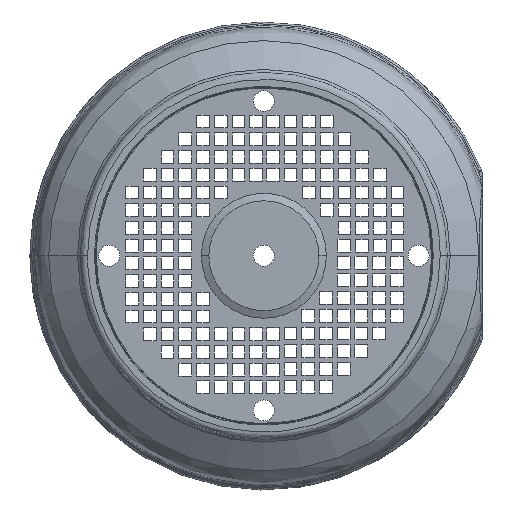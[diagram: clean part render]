
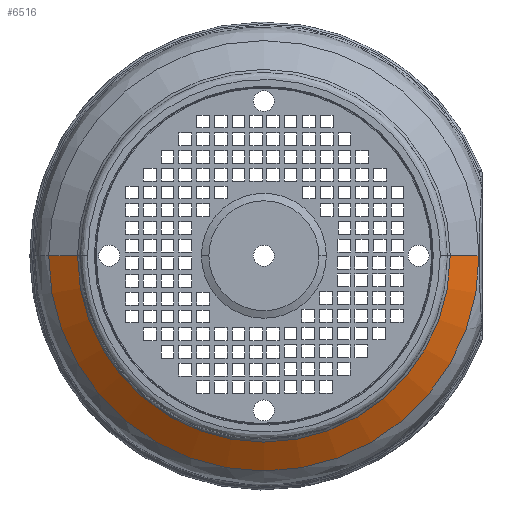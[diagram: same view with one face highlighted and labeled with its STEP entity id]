
A CAD part, top view. The second image highlights one B-rep face of the part: STEP entity #6516.
In plain terms, the highlighted conical face has half-angle 55.305 degrees and reference radius 123.246 mm.
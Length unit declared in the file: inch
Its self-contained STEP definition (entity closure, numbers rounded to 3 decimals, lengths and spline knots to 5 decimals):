
#1559 = CARTESIAN_POINT ( 'NONE',  ( 2.38852, 0., -4.8522 ) ) ;
#1814 = ORIENTED_EDGE ( 'NONE', *, *, #25459, .T. ) ;
#1930 = CARTESIAN_POINT ( 'NONE',  ( 2.38852, 0., 0. ) ) ;
#1995 = VECTOR ( 'NONE', #17264, 39.37008 ) ;
#3188 = CARTESIAN_POINT ( 'NONE',  ( 2.83886, 0., -4.2017 ) ) ;
#3628 = CARTESIAN_POINT ( 'NONE',  ( 2.38852, 0., 4.8522 ) ) ;
#3810 = DIRECTION ( 'NONE',  ( -1., 0., 0. ) ) ;
#4627 = CIRCLE ( 'NONE', #11284, 4.8522 ) ;
#6473 = ORIENTED_EDGE ( 'NONE', *, *, #20748, .T. ) ;
#6503 = AXIS2_PLACEMENT_3D ( 'NONE', #19173, #14760, #23475 ) ;
#6516 = ADVANCED_FACE ( 'NONE', ( #8585 ), #23305, .T. ) ;
#7275 = DIRECTION ( 'NONE',  ( 0., 0., 1. ) ) ;
#7909 = ORIENTED_EDGE ( 'NONE', *, *, #24055, .F. ) ;
#7988 = LINE ( 'NONE', #1559, #1995 ) ;
#8585 = FACE_OUTER_BOUND ( 'NONE', #22070, .T. ) ;
#9390 = DIRECTION ( 'NONE',  ( -0.569, 0., 0.822 ) ) ;
#10721 = VERTEX_POINT ( 'NONE', #3188 ) ;
#11284 = AXIS2_PLACEMENT_3D ( 'NONE', #1930, #3810, #28576 ) ;
#13261 = EDGE_CURVE ( 'NONE', #15991, #28429, #4627, .T. ) ;
#14760 = DIRECTION ( 'NONE',  ( -1., 0., 0. ) ) ;
#15892 = CIRCLE ( 'NONE', #6503, 4.2017 ) ;
#15991 = VERTEX_POINT ( 'NONE', #18025 ) ;
#16289 = CARTESIAN_POINT ( 'NONE',  ( 2.38852, 0., 4.8522 ) ) ;
#16292 = VECTOR ( 'NONE', #9390, 39.37008 ) ;
#16450 = ORIENTED_EDGE ( 'NONE', *, *, #13261, .F. ) ;
#17264 = DIRECTION ( 'NONE',  ( -0.569, 0., -0.822 ) ) ;
#18025 = CARTESIAN_POINT ( 'NONE',  ( 2.38852, 0., -4.8522 ) ) ;
#18146 = DIRECTION ( 'NONE',  ( -1., 0., 0. ) ) ;
#18633 = AXIS2_PLACEMENT_3D ( 'NONE', #27297, #18146, #7275 ) ;
#19173 = CARTESIAN_POINT ( 'NONE',  ( 2.83886, 0., 0. ) ) ;
#19745 = CARTESIAN_POINT ( 'NONE',  ( 2.83886, 0., 4.2017 ) ) ;
#20748 = EDGE_CURVE ( 'NONE', #10721, #24180, #15892, .T. ) ;
#22070 = EDGE_LOOP ( 'NONE', ( #7909, #6473, #1814, #16450 ) ) ;
#23305 = CONICAL_SURFACE ( 'NONE', #18633, 4.8522, 0.965 ) ;
#23344 = LINE ( 'NONE', #16289, #16292 ) ;
#23475 = DIRECTION ( 'NONE',  ( 0., 0., -1. ) ) ;
#24055 = EDGE_CURVE ( 'NONE', #10721, #15991, #7988, .T. ) ;
#24180 = VERTEX_POINT ( 'NONE', #19745 ) ;
#25459 = EDGE_CURVE ( 'NONE', #24180, #28429, #23344, .T. ) ;
#27297 = CARTESIAN_POINT ( 'NONE',  ( 2.38852, 0., 0. ) ) ;
#28429 = VERTEX_POINT ( 'NONE', #3628 ) ;
#28576 = DIRECTION ( 'NONE',  ( 0., 0., 1. ) ) ;
